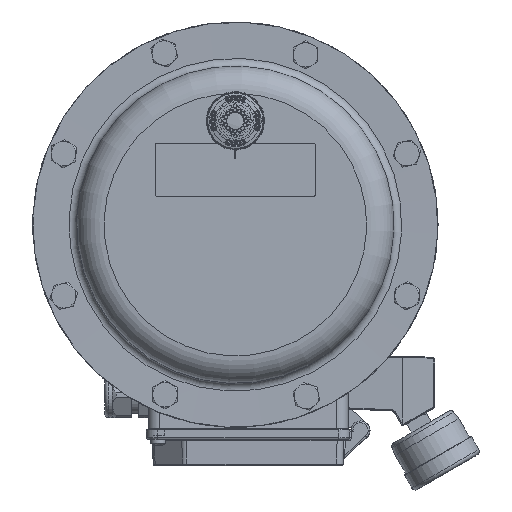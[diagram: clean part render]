
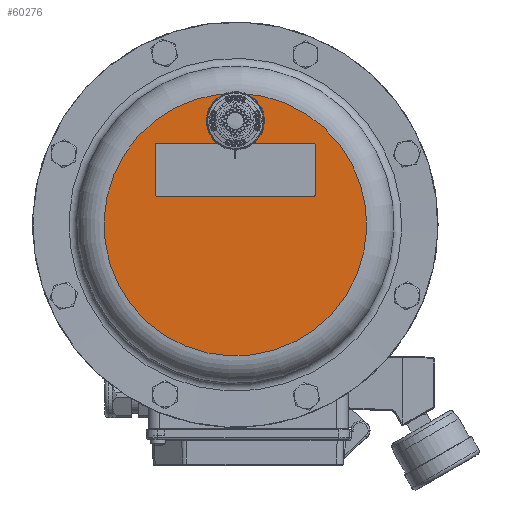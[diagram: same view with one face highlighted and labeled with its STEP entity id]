
A CAD part, top view. The second image highlights one B-rep face of the part: STEP entity #60276.
In plain terms, the highlighted planar face has unit normal (0, 0, 1).
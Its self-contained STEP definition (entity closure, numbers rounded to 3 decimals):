
#4990=FACE_BOUND('',#9624,.T.);
#4991=FACE_BOUND('',#9625,.T.);
#6059=FACE_OUTER_BOUND('',#9623,.T.);
#9623=EDGE_LOOP('',(#41528));
#9624=EDGE_LOOP('',(#41529,#41530,#41531,#41532,#41533,#41534,#41535,#41536));
#9625=EDGE_LOOP('',(#41537,#41538));
#12953=CIRCLE('',#63859,10.35);
#13023=CIRCLE('',#63956,69.65);
#13276=CIRCLE('',#64517,1.);
#13277=CIRCLE('',#64520,1.);
#13278=CIRCLE('',#64523,1.);
#13279=CIRCLE('',#64526,1.);
#13280=CIRCLE('',#64576,10.35);
#15821=LINE('',#101664,#19255);
#15825=LINE('',#101673,#19259);
#15828=LINE('',#101681,#19262);
#15831=LINE('',#101689,#19265);
#19255=VECTOR('',#72777,1000.);
#19259=VECTOR('',#72787,1000.);
#19262=VECTOR('',#72796,1000.);
#19265=VECTOR('',#72805,1000.);
#23131=VERTEX_POINT('',#98318);
#23132=VERTEX_POINT('',#98319);
#23218=VERTEX_POINT('',#98903);
#23700=VERTEX_POINT('',#101662);
#23701=VERTEX_POINT('',#101663);
#23702=VERTEX_POINT('',#101668);
#23703=VERTEX_POINT('',#101672);
#23704=VERTEX_POINT('',#101676);
#23705=VERTEX_POINT('',#101680);
#23706=VERTEX_POINT('',#101684);
#23707=VERTEX_POINT('',#101688);
#29240=EDGE_CURVE('',#23131,#23132,#12953,.T.);
#29357=EDGE_CURVE('',#23218,#23218,#13023,.T.);
#30131=EDGE_CURVE('',#23700,#23701,#15821,.T.);
#30134=EDGE_CURVE('',#23701,#23702,#13276,.T.);
#30136=EDGE_CURVE('',#23702,#23703,#15825,.T.);
#30138=EDGE_CURVE('',#23703,#23704,#13277,.T.);
#30140=EDGE_CURVE('',#23704,#23705,#15828,.T.);
#30142=EDGE_CURVE('',#23705,#23706,#13278,.T.);
#30144=EDGE_CURVE('',#23706,#23707,#15831,.T.);
#30146=EDGE_CURVE('',#23707,#23700,#13279,.T.);
#30219=EDGE_CURVE('',#23132,#23131,#13280,.T.);
#41528=ORIENTED_EDGE('',*,*,#29357,.F.);
#41529=ORIENTED_EDGE('',*,*,#30146,.F.);
#41530=ORIENTED_EDGE('',*,*,#30144,.F.);
#41531=ORIENTED_EDGE('',*,*,#30142,.F.);
#41532=ORIENTED_EDGE('',*,*,#30140,.F.);
#41533=ORIENTED_EDGE('',*,*,#30138,.F.);
#41534=ORIENTED_EDGE('',*,*,#30136,.F.);
#41535=ORIENTED_EDGE('',*,*,#30134,.F.);
#41536=ORIENTED_EDGE('',*,*,#30131,.F.);
#41537=ORIENTED_EDGE('',*,*,#30219,.T.);
#41538=ORIENTED_EDGE('',*,*,#29240,.T.);
#54971=PLANE('',#64575);
#60276=ADVANCED_FACE('',(#6059,#4990,#4991),#54971,.F.);
#63859=AXIS2_PLACEMENT_3D('',#98320,#71220,#71221);
#63956=AXIS2_PLACEMENT_3D('',#98905,#71440,#71441);
#64517=AXIS2_PLACEMENT_3D('',#101669,#72782,#72783);
#64520=AXIS2_PLACEMENT_3D('',#101677,#72791,#72792);
#64523=AXIS2_PLACEMENT_3D('',#101685,#72800,#72801);
#64526=AXIS2_PLACEMENT_3D('',#101692,#72809,#72810);
#64575=AXIS2_PLACEMENT_3D('',#101837,#72979,#72980);
#64576=AXIS2_PLACEMENT_3D('',#101838,#72981,#72982);
#71220=DIRECTION('center_axis',(0.,0.,
-1.));
#71221=DIRECTION('ref_axis',(-0.924,0.383,0.));
#71440=DIRECTION('center_axis',(0.,0.,
-1.));
#71441=DIRECTION('ref_axis',(-0.924,0.383,0.));
#72777=DIRECTION('',(0.,1.,0.));
#72782=DIRECTION('center_axis',(0.,0.,
1.));
#72783=DIRECTION('ref_axis',(0.,-1.,0.));
#72787=DIRECTION('',(-1.,0.,0.));
#72791=DIRECTION('center_axis',(0.,0.,
1.));
#72792=DIRECTION('ref_axis',(0.,-1.,0.));
#72796=DIRECTION('',(0.,-1.,0.));
#72800=DIRECTION('center_axis',(0.,0.,
1.));
#72801=DIRECTION('ref_axis',(0.,-1.,0.));
#72805=DIRECTION('',(1.,0.,0.));
#72809=DIRECTION('center_axis',(0.,0.,
1.));
#72810=DIRECTION('ref_axis',(0.,-1.,0.));
#72979=DIRECTION('center_axis',(0.,0.,
-1.));
#72980=DIRECTION('ref_axis',(-0.924,0.383,0.));
#72981=DIRECTION('center_axis',(0.,0.,
-1.));
#72982=DIRECTION('ref_axis',(-0.924,0.383,0.));
#98318=CARTESIAN_POINT('',(-0.007,65.35,300.));
#98319=CARTESIAN_POINT('',(-0.005,44.65,300.));
#98320=CARTESIAN_POINT('Origin',(-0.006,55.,
300.));
#98903=CARTESIAN_POINT('',(64.351,-26.647,300.));
#98905=CARTESIAN_POINT('Origin',(0.,0.,
300.));
#101662=CARTESIAN_POINT('',(42.498,16.005,300.));
#101663=CARTESIAN_POINT('',(42.495,42.005,300.));
#101664=CARTESIAN_POINT('',(42.498,16.005,300.));
#101668=CARTESIAN_POINT('',(41.495,43.005,300.));
#101669=CARTESIAN_POINT('Origin',(41.495,42.005,300.));
#101672=CARTESIAN_POINT('',(-41.505,42.995,300.));
#101673=CARTESIAN_POINT('',(41.495,43.005,300.));
#101676=CARTESIAN_POINT('',(-42.505,41.995,300.));
#101677=CARTESIAN_POINT('Origin',(-41.505,41.995,300.));
#101680=CARTESIAN_POINT('',(-42.502,15.995,300.));
#101681=CARTESIAN_POINT('',(-42.502,15.995,300.));
#101684=CARTESIAN_POINT('',(-41.502,14.995,300.));
#101685=CARTESIAN_POINT('Origin',(-41.502,15.995,300.));
#101688=CARTESIAN_POINT('',(41.498,15.005,300.));
#101689=CARTESIAN_POINT('',(41.498,15.005,300.));
#101692=CARTESIAN_POINT('Origin',(41.498,16.005,300.));
#101837=CARTESIAN_POINT('Origin',(0.,0.,
300.));
#101838=CARTESIAN_POINT('Origin',(-0.006,55.,
300.));
